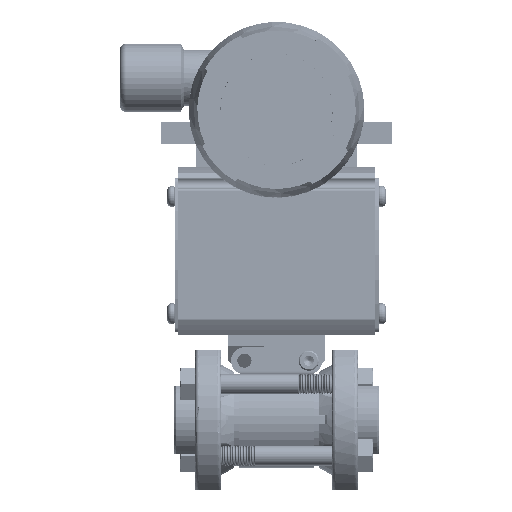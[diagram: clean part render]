
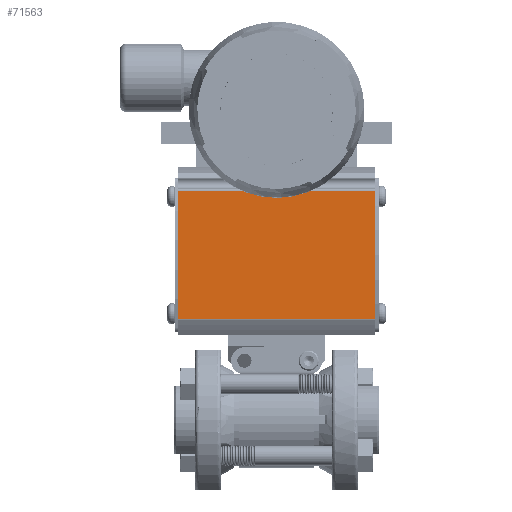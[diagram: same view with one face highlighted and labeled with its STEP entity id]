
A CAD part, top view. The second image highlights one B-rep face of the part: STEP entity #71563.
In plain terms, the highlighted planar face has unit normal (0, 0, 1).
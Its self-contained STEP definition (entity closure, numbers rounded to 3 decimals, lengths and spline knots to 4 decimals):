
#2969 = CARTESIAN_POINT ( 'NONE',  ( -5.0403, 3.5694, 1.17 ) ) ;
#4475 = CARTESIAN_POINT ( 'NONE',  ( -1.5275, 3.5621, 1.17 ) ) ;
#10079 = FACE_OUTER_BOUND ( 'NONE', #108675, .T. ) ;
#10927 = EDGE_CURVE ( 'NONE', #24258, #106579, #118906, .T. ) ;
#15140 = CARTESIAN_POINT ( 'NONE',  ( 1.5275, 3.5621, 1.17 ) ) ;
#24258 = VERTEX_POINT ( 'NONE', #147957 ) ;
#41319 = DIRECTION ( 'NONE',  ( 1., 0., 0. ) ) ;
#47863 = CARTESIAN_POINT ( 'NONE',  ( -5.0403, 3.5621, 1.17 ) ) ;
#53300 = DIRECTION ( 'NONE',  ( 0., 1., 0. ) ) ;
#58648 = CARTESIAN_POINT ( 'NONE',  ( -5.0403, 1.5679, 1.17 ) ) ;
#66193 = ORIENTED_EDGE ( 'NONE', *, *, #99515, .T. ) ;
#70301 = ORIENTED_EDGE ( 'NONE', *, *, #10927, .F. ) ;
#71563 = ADVANCED_FACE ( 'NONE', ( #10079 ), #183179, .F. ) ;
#74738 = ORIENTED_EDGE ( 'NONE', *, *, #123639, .T. ) ;
#77196 = EDGE_CURVE ( 'NONE', #231193, #79226, #124437, .T. ) ;
#79070 = VECTOR ( 'NONE', #226412, 39.3701 ) ;
#79226 = VERTEX_POINT ( 'NONE', #205503 ) ;
#82283 = DIRECTION ( 'NONE',  ( 0., -1., 0. ) ) ;
#83052 = VECTOR ( 'NONE', #41319, 39.3701 ) ;
#88658 = LINE ( 'NONE', #58648, #83052 ) ;
#99515 = EDGE_CURVE ( 'NONE', #24258, #79226, #88658, .T. ) ;
#106579 = VERTEX_POINT ( 'NONE', #4475 ) ;
#108675 = EDGE_LOOP ( 'NONE', ( #112637, #74738, #70301, #66193 ) ) ;
#112637 = ORIENTED_EDGE ( 'NONE', *, *, #77196, .F. ) ;
#118474 = CARTESIAN_POINT ( 'NONE',  ( 1.5275, 3.5694, 1.17 ) ) ;
#118666 = DIRECTION ( 'NONE',  ( 0., -1., 0. ) ) ;
#118906 = LINE ( 'NONE', #179189, #203364 ) ;
#123639 = EDGE_CURVE ( 'NONE', #231193, #106579, #126922, .T. ) ;
#124437 = LINE ( 'NONE', #118474, #166654 ) ;
#126922 = LINE ( 'NONE', #47863, #79070 ) ;
#140842 = AXIS2_PLACEMENT_3D ( 'NONE', #2969, #223240, #118666 ) ;
#147957 = CARTESIAN_POINT ( 'NONE',  ( -1.5275, 1.5679, 1.17 ) ) ;
#166654 = VECTOR ( 'NONE', #82283, 39.3701 ) ;
#179189 = CARTESIAN_POINT ( 'NONE',  ( -1.5275, 3.5694, 1.17 ) ) ;
#183179 = PLANE ( 'NONE',  #140842 ) ;
#203364 = VECTOR ( 'NONE', #53300, 39.3701 ) ;
#205503 = CARTESIAN_POINT ( 'NONE',  ( 1.5275, 1.5679, 1.17 ) ) ;
#223240 = DIRECTION ( 'NONE',  ( 0., 0., -1. ) ) ;
#226412 = DIRECTION ( 'NONE',  ( -1., 0., 0. ) ) ;
#231193 = VERTEX_POINT ( 'NONE', #15140 ) ;
